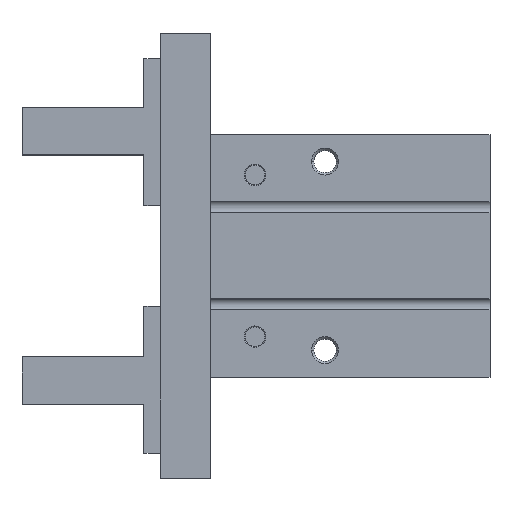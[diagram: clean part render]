
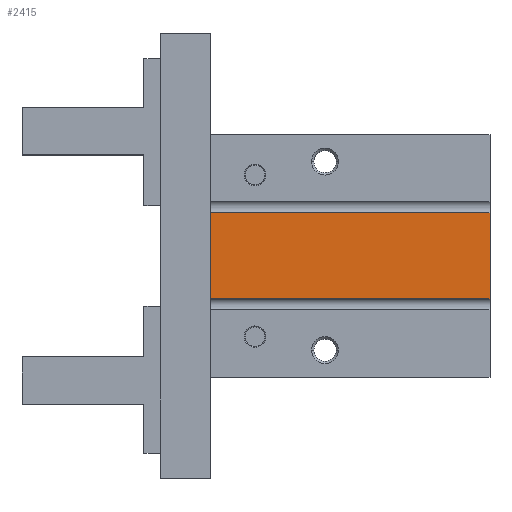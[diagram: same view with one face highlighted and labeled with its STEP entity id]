
A CAD part, top view. The second image highlights one B-rep face of the part: STEP entity #2415.
In plain terms, the highlighted planar face has unit normal (0, 0, 1).
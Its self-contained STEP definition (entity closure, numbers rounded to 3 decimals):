
#167 = DIRECTION ( 'NONE',  ( 1., 0., 0. ) ) ;
#204 = DIRECTION ( 'NONE',  ( 0., -1., 0. ) ) ;
#328 = ORIENTED_EDGE ( 'NONE', *, *, #4596, .T. ) ;
#893 = LINE ( 'NONE', #2632, #7127 ) ;
#1393 = EDGE_CURVE ( 'NONE', #7807, #7047, #7748, .T. ) ;
#1577 = CARTESIAN_POINT ( 'NONE',  ( -83., -12.75, 23.7 ) ) ;
#2415 = ADVANCED_FACE ( 'NONE', ( #5548 ), #7053, .T. ) ;
#2433 = EDGE_LOOP ( 'NONE', ( #2912, #3878, #328, #3760 ) ) ;
#2510 = CARTESIAN_POINT ( 'NONE',  ( 0., -12.75, 23.7 ) ) ;
#2560 = CARTESIAN_POINT ( 'NONE',  ( -83., 12.75, 23.7 ) ) ;
#2632 = CARTESIAN_POINT ( 'NONE',  ( -83., 12.75, 23.7 ) ) ;
#2912 = ORIENTED_EDGE ( 'NONE', *, *, #3426, .F. ) ;
#3426 = EDGE_CURVE ( 'NONE', #6447, #7047, #4105, .T. ) ;
#3430 = DIRECTION ( 'NONE',  ( 0., 0., 1. ) ) ;
#3753 = CARTESIAN_POINT ( 'NONE',  ( 0., 12.75, 23.7 ) ) ;
#3760 = ORIENTED_EDGE ( 'NONE', *, *, #1393, .T. ) ;
#3878 = ORIENTED_EDGE ( 'NONE', *, *, #6477, .F. ) ;
#3944 = CARTESIAN_POINT ( 'NONE',  ( -83., -12.75, 23.7 ) ) ;
#4105 = LINE ( 'NONE', #5773, #5718 ) ;
#4376 = CARTESIAN_POINT ( 'NONE',  ( -83., 12.75, 23.7 ) ) ;
#4596 = EDGE_CURVE ( 'NONE', #5713, #7807, #893, .T. ) ;
#5231 = CARTESIAN_POINT ( 'NONE',  ( -83., 12.75, 23.7 ) ) ;
#5236 = AXIS2_PLACEMENT_3D ( 'NONE', #5231, #3430, #7657 ) ;
#5548 = FACE_OUTER_BOUND ( 'NONE', #2433, .T. ) ;
#5688 = VECTOR ( 'NONE', #167, 1000. ) ;
#5713 = VERTEX_POINT ( 'NONE', #2560 ) ;
#5718 = VECTOR ( 'NONE', #7612, 1000. ) ;
#5773 = CARTESIAN_POINT ( 'NONE',  ( 0., 12.75, 23.7 ) ) ;
#5864 = LINE ( 'NONE', #4376, #5688 ) ;
#5943 = VECTOR ( 'NONE', #6971, 1000. ) ;
#6447 = VERTEX_POINT ( 'NONE', #3753 ) ;
#6477 = EDGE_CURVE ( 'NONE', #5713, #6447, #5864, .T. ) ;
#6971 = DIRECTION ( 'NONE',  ( 1., 0., 0. ) ) ;
#7047 = VERTEX_POINT ( 'NONE', #2510 ) ;
#7053 = PLANE ( 'NONE',  #5236 ) ;
#7127 = VECTOR ( 'NONE', #204, 1000. ) ;
#7612 = DIRECTION ( 'NONE',  ( 0., -1., 0. ) ) ;
#7657 = DIRECTION ( 'NONE',  ( 1., 0., 0. ) ) ;
#7748 = LINE ( 'NONE', #1577, #5943 ) ;
#7807 = VERTEX_POINT ( 'NONE', #3944 ) ;
